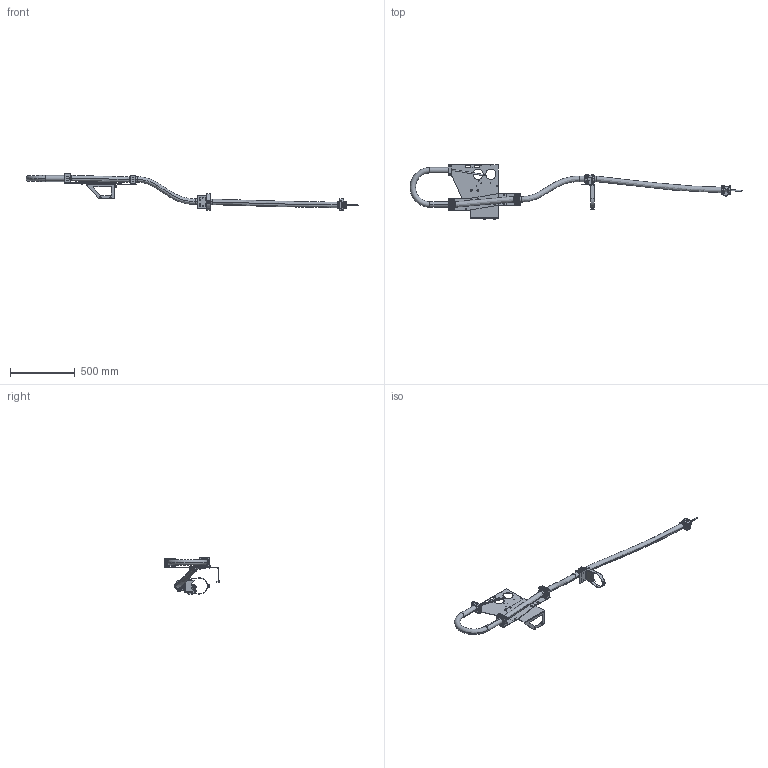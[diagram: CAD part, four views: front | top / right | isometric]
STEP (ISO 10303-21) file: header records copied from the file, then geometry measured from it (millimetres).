
FILE_DESCRIPTION (( 'STEP AP214' ), '1' );
FILE_NAME ('P2430.STEP', '2023-02-14T10:06:20', ( '' ), ( '' ), 'SwSTEP 2.0', 'SolidWorks 2021', '' );
FILE_SCHEMA (( 'AUTOMOTIVE_DESIGN' ));
Length unit declared in the file: millimetre
Products named in the file (1): P2430
Bounding box: 2573.52 x 426 x 283.74 mm (x, y, z)
Volume: 2348187.4 mm3; surface area: 1643454.3 mm2
Topology: 57 solids, 57 shells, 3653 faces, 9262 edges, 5772 vertices
Faces by surface type: plane 1263, cylinder 1104, bspline 756, cone 252, torus 190, sphere 88
Entity records: 198347 total; most frequent: CARTESIAN_POINT 72885, ORIENTED_EDGE 18188, DIRECTION 17129, EDGE_CURVE 9094, AXIS2_PLACEMENT_3D 6652, VERTEX_POINT 5772, EDGE_LOOP 4124, VECTOR 3825
